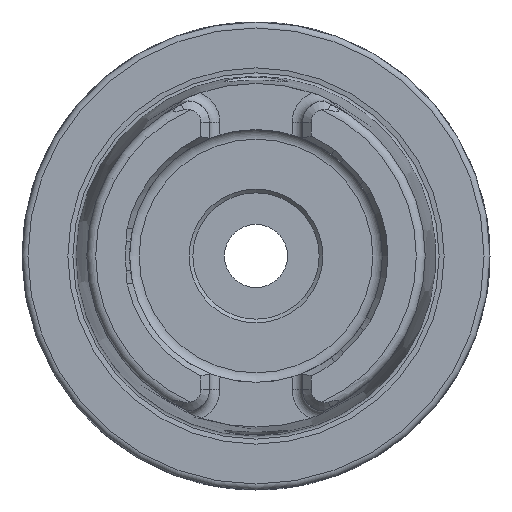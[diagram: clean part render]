
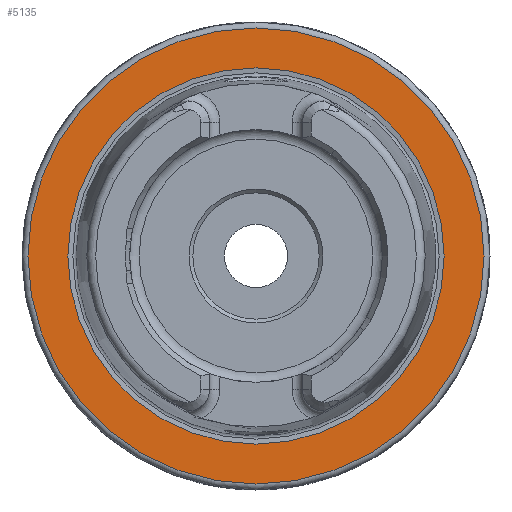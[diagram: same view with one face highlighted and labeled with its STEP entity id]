
A CAD part, left-side view. The second image highlights one B-rep face of the part: STEP entity #5135.
In plain terms, the highlighted planar face has unit normal (-1, 0, 0).
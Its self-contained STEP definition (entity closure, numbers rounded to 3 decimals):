
#260 = CARTESIAN_POINT ( 'NONE',  ( 0., 0., 25.324 ) ) ;
#524 = DIRECTION ( 'NONE',  ( 0., 0., 1. ) ) ;
#657 = AXIS2_PLACEMENT_3D ( 'NONE', #1657, #3238, #524 ) ;
#677 = AXIS2_PLACEMENT_3D ( 'NONE', #4584, #3959, #6655 ) ;
#1657 = CARTESIAN_POINT ( 'NONE',  ( 0., 0., 0. ) ) ;
#1888 = EDGE_LOOP ( 'NONE', ( #2247 ) ) ;
#2247 = ORIENTED_EDGE ( 'NONE', *, *, #6841, .F. ) ;
#2700 = EDGE_CURVE ( 'NONE', #3588, #3588, #4625, .T. ) ;
#2823 = DIRECTION ( 'NONE',  ( -1., 0., 0. ) ) ;
#2911 = EDGE_LOOP ( 'NONE', ( #4445 ) ) ;
#2923 = PLANE ( 'NONE',  #677 ) ;
#3238 = DIRECTION ( 'NONE',  ( -1., 0., 0. ) ) ;
#3413 = DIRECTION ( 'NONE',  ( 0., 0., 1. ) ) ;
#3435 = CARTESIAN_POINT ( 'NONE',  ( 0., 0., 30.7 ) ) ;
#3486 = VERTEX_POINT ( 'NONE', #260 ) ;
#3588 = VERTEX_POINT ( 'NONE', #3435 ) ;
#3959 = DIRECTION ( 'NONE',  ( 1., 0., 0. ) ) ;
#4346 = CIRCLE ( 'NONE', #5693, 25.324 ) ;
#4445 = ORIENTED_EDGE ( 'NONE', *, *, #2700, .T. ) ;
#4584 = CARTESIAN_POINT ( 'NONE',  ( 0., 30.7, 0. ) ) ;
#4625 = CIRCLE ( 'NONE', #657, 30.7 ) ;
#5131 = FACE_BOUND ( 'NONE', #1888, .T. ) ;
#5135 = ADVANCED_FACE ( 'NONE', ( #5131, #6362 ), #2923, .F. ) ;
#5693 = AXIS2_PLACEMENT_3D ( 'NONE', #6032, #2823, #3413 ) ;
#6032 = CARTESIAN_POINT ( 'NONE',  ( 0., 0., 0. ) ) ;
#6362 = FACE_OUTER_BOUND ( 'NONE', #2911, .T. ) ;
#6655 = DIRECTION ( 'NONE',  ( 0., 0., -1. ) ) ;
#6841 = EDGE_CURVE ( 'NONE', #3486, #3486, #4346, .T. ) ;
